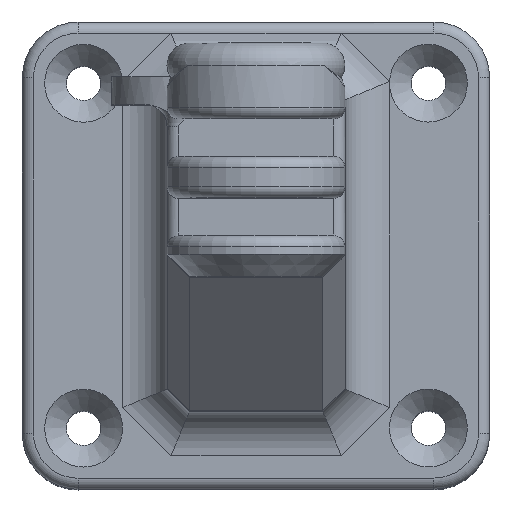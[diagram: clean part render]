
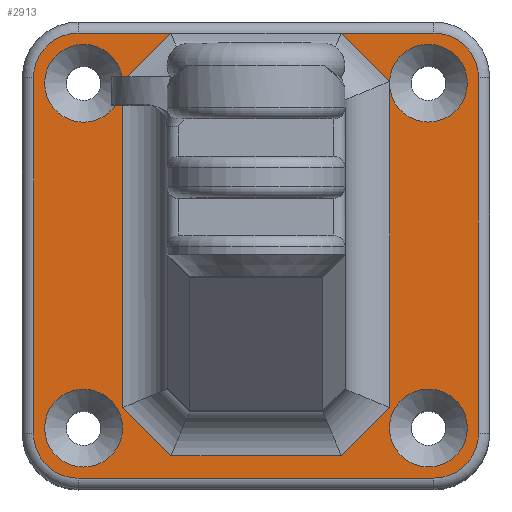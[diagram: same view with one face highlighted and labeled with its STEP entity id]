
A CAD part, top view. The second image highlights one B-rep face of the part: STEP entity #2913.
In plain terms, the highlighted planar face has unit normal (0, 0, 1).
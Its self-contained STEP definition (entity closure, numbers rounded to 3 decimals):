
#72=FACE_BOUND('',#423,.T.);
#73=FACE_BOUND('',#424,.T.);
#74=FACE_BOUND('',#425,.T.);
#116=PLANE('',#3183);
#246=FACE_OUTER_BOUND('',#422,.T.);
#422=EDGE_LOOP('',(#2372,#2373,#2374,#2375,#2376,#2377,#2378,#2379,#2380,
#2381,#2382,#2383,#2384,#2385,#2386,#2387,#2388,#2389));
#423=EDGE_LOOP('',(#2390,#2391));
#424=EDGE_LOOP('',(#2392,#2393));
#425=EDGE_LOOP('',(#2394,#2395));
#708=LINE('',#5033,#948);
#709=LINE('',#5037,#949);
#710=LINE('',#5041,#950);
#712=LINE('',#5047,#952);
#715=LINE('',#5054,#955);
#716=LINE('',#5072,#956);
#717=LINE('',#5074,#957);
#718=LINE('',#5076,#958);
#720=LINE('',#5080,#960);
#721=LINE('',#5084,#961);
#722=LINE('',#5088,#962);
#723=LINE('',#5092,#963);
#724=LINE('',#5095,#964);
#948=VECTOR('',#3809,10.);
#949=VECTOR('',#3814,10.);
#950=VECTOR('',#3819,10.);
#952=VECTOR('',#3825,10.);
#955=VECTOR('',#3832,10.);
#956=VECTOR('',#3837,10.);
#957=VECTOR('',#3840,10.);
#958=VECTOR('',#3843,10.);
#960=VECTOR('',#3847,10.);
#961=VECTOR('',#3850,10.);
#962=VECTOR('',#3853,10.);
#963=VECTOR('',#3856,10.);
#964=VECTOR('',#3859,10.);
#1107=CIRCLE('',#3184,4.);
#1108=CIRCLE('',#3185,4.);
#1109=CIRCLE('',#3186,4.);
#1110=CIRCLE('',#3187,4.);
#1111=CIRCLE('',#3188,3.5);
#1112=CIRCLE('',#3189,3.5);
#1113=CIRCLE('',#3190,3.5);
#1114=CIRCLE('',#3191,3.5);
#1115=CIRCLE('',#3192,3.5);
#1116=CIRCLE('',#3193,3.5);
#1117=CIRCLE('',#3194,3.5);
#1361=VERTEX_POINT('',#5024);
#1362=VERTEX_POINT('',#5025);
#1364=VERTEX_POINT('',#5032);
#1365=VERTEX_POINT('',#5036);
#1366=VERTEX_POINT('',#5040);
#1368=VERTEX_POINT('',#5046);
#1370=VERTEX_POINT('',#5053);
#1371=VERTEX_POINT('',#5057);
#1373=VERTEX_POINT('',#5066);
#1374=VERTEX_POINT('',#5071);
#1375=VERTEX_POINT('',#5079);
#1376=VERTEX_POINT('',#5081);
#1377=VERTEX_POINT('',#5083);
#1378=VERTEX_POINT('',#5085);
#1379=VERTEX_POINT('',#5087);
#1380=VERTEX_POINT('',#5089);
#1381=VERTEX_POINT('',#5091);
#1382=VERTEX_POINT('',#5093);
#1383=VERTEX_POINT('',#5097);
#1384=VERTEX_POINT('',#5098);
#1385=VERTEX_POINT('',#5101);
#1386=VERTEX_POINT('',#5102);
#1387=VERTEX_POINT('',#5105);
#1388=VERTEX_POINT('',#5106);
#1717=EDGE_CURVE('',#1361,#1364,#708,.T.);
#1719=EDGE_CURVE('',#1364,#1365,#709,.T.);
#1721=EDGE_CURVE('',#1365,#1366,#710,.T.);
#1724=EDGE_CURVE('',#1366,#1368,#712,.T.);
#1728=EDGE_CURVE('',#1368,#1370,#715,.T.);
#1732=EDGE_CURVE('',#1373,#1374,#716,.T.);
#1734=EDGE_CURVE('',#1370,#1371,#717,.T.);
#1735=EDGE_CURVE('',#1374,#1362,#718,.T.);
#1737=EDGE_CURVE('',#1375,#1361,#720,.T.);
#1738=EDGE_CURVE('',#1376,#1375,#1107,.T.);
#1739=EDGE_CURVE('',#1377,#1376,#721,.T.);
#1740=EDGE_CURVE('',#1378,#1377,#1108,.T.);
#1741=EDGE_CURVE('',#1379,#1378,#722,.T.);
#1742=EDGE_CURVE('',#1380,#1379,#1109,.T.);
#1743=EDGE_CURVE('',#1381,#1380,#723,.T.);
#1744=EDGE_CURVE('',#1382,#1381,#1110,.T.);
#1745=EDGE_CURVE('',#1362,#1382,#724,.T.);
#1746=EDGE_CURVE('',#1373,#1371,#1111,.T.);
#1747=EDGE_CURVE('',#1383,#1384,#1112,.T.);
#1748=EDGE_CURVE('',#1384,#1383,#1113,.T.);
#1749=EDGE_CURVE('',#1385,#1386,#1114,.T.);
#1750=EDGE_CURVE('',#1386,#1385,#1115,.T.);
#1751=EDGE_CURVE('',#1387,#1388,#1116,.T.);
#1752=EDGE_CURVE('',#1388,#1387,#1117,.T.);
#2372=ORIENTED_EDGE('',*,*,#1734,.F.);
#2373=ORIENTED_EDGE('',*,*,#1728,.F.);
#2374=ORIENTED_EDGE('',*,*,#1724,.F.);
#2375=ORIENTED_EDGE('',*,*,#1721,.F.);
#2376=ORIENTED_EDGE('',*,*,#1719,.F.);
#2377=ORIENTED_EDGE('',*,*,#1717,.F.);
#2378=ORIENTED_EDGE('',*,*,#1737,.F.);
#2379=ORIENTED_EDGE('',*,*,#1738,.F.);
#2380=ORIENTED_EDGE('',*,*,#1739,.F.);
#2381=ORIENTED_EDGE('',*,*,#1740,.F.);
#2382=ORIENTED_EDGE('',*,*,#1741,.F.);
#2383=ORIENTED_EDGE('',*,*,#1742,.F.);
#2384=ORIENTED_EDGE('',*,*,#1743,.F.);
#2385=ORIENTED_EDGE('',*,*,#1744,.F.);
#2386=ORIENTED_EDGE('',*,*,#1745,.F.);
#2387=ORIENTED_EDGE('',*,*,#1735,.F.);
#2388=ORIENTED_EDGE('',*,*,#1732,.F.);
#2389=ORIENTED_EDGE('',*,*,#1746,.T.);
#2390=ORIENTED_EDGE('',*,*,#1747,.T.);
#2391=ORIENTED_EDGE('',*,*,#1748,.T.);
#2392=ORIENTED_EDGE('',*,*,#1749,.T.);
#2393=ORIENTED_EDGE('',*,*,#1750,.T.);
#2394=ORIENTED_EDGE('',*,*,#1751,.T.);
#2395=ORIENTED_EDGE('',*,*,#1752,.T.);
#2913=ADVANCED_FACE('',(#246,#72,#73,#74),#116,.T.);
#3183=AXIS2_PLACEMENT_3D('',#5078,#3845,#3846);
#3184=AXIS2_PLACEMENT_3D('',#5082,#3848,#3849);
#3185=AXIS2_PLACEMENT_3D('',#5086,#3851,#3852);
#3186=AXIS2_PLACEMENT_3D('',#5090,#3854,#3855);
#3187=AXIS2_PLACEMENT_3D('',#5094,#3857,#3858);
#3188=AXIS2_PLACEMENT_3D('',#5096,#3860,#3861);
#3189=AXIS2_PLACEMENT_3D('',#5099,#3862,#3863);
#3190=AXIS2_PLACEMENT_3D('',#5100,#3864,#3865);
#3191=AXIS2_PLACEMENT_3D('',#5103,#3866,#3867);
#3192=AXIS2_PLACEMENT_3D('',#5104,#3868,#3869);
#3193=AXIS2_PLACEMENT_3D('',#5107,#3870,#3871);
#3194=AXIS2_PLACEMENT_3D('',#5108,#3872,#3873);
#3809=DIRECTION('',(-0.707,-0.707,0.));
#3814=DIRECTION('',(0.,-1.,0.));
#3819=DIRECTION('',(0.707,-0.707,0.));
#3825=DIRECTION('',(1.,0.,0.));
#3832=DIRECTION('',(0.707,0.707,0.));
#3837=DIRECTION('',(0.,1.,0.));
#3840=DIRECTION('',(0.,1.,0.));
#3843=DIRECTION('',(-0.707,0.707,0.));
#3845=DIRECTION('center_axis',(0.,0.,1.));
#3846=DIRECTION('ref_axis',(1.,0.,0.));
#3847=DIRECTION('',(1.,0.,0.));
#3848=DIRECTION('center_axis',(0.,0.,-1.));
#3849=DIRECTION('ref_axis',(-0.707,0.707,0.));
#3850=DIRECTION('',(0.,1.,0.));
#3851=DIRECTION('center_axis',(0.,0.,-1.));
#3852=DIRECTION('ref_axis',(-0.707,-0.707,0.));
#3853=DIRECTION('',(-1.,0.,0.));
#3854=DIRECTION('center_axis',(0.,0.,-1.));
#3855=DIRECTION('ref_axis',(0.707,-0.707,0.));
#3856=DIRECTION('',(0.,-1.,0.));
#3857=DIRECTION('center_axis',(0.,0.,-1.));
#3858=DIRECTION('ref_axis',(0.707,0.707,0.));
#3859=DIRECTION('',(1.,0.,0.));
#3860=DIRECTION('center_axis',(0.,0.,-1.));
#3861=DIRECTION('ref_axis',(1.,0.,0.));
#3862=DIRECTION('center_axis',(0.,0.,-1.));
#3863=DIRECTION('ref_axis',(1.,0.,0.));
#3864=DIRECTION('center_axis',(0.,0.,-1.));
#3865=DIRECTION('ref_axis',(1.,0.,0.));
#3866=DIRECTION('center_axis',(0.,0.,-1.));
#3867=DIRECTION('ref_axis',(1.,0.,0.));
#3868=DIRECTION('center_axis',(0.,0.,-1.));
#3869=DIRECTION('ref_axis',(1.,0.,0.));
#3870=DIRECTION('center_axis',(0.,0.,-1.));
#3871=DIRECTION('ref_axis',(1.,0.,0.));
#3872=DIRECTION('center_axis',(0.,0.,-1.));
#3873=DIRECTION('ref_axis',(1.,0.,0.));
#5024=CARTESIAN_POINT('',(-198.357,209.34,5.));
#5025=CARTESIAN_POINT('',(-183.043,209.345,5.));
#5032=CARTESIAN_POINT('',(-202.699,204.996,5.));
#5033=CARTESIAN_POINT('',(-202.528,205.166,5.));
#5036=CARTESIAN_POINT('',(-202.689,175.682,5.));
#5037=CARTESIAN_POINT('',(-202.696,197.339,5.));
#5040=CARTESIAN_POINT('',(-198.345,171.34,5.));
#5041=CARTESIAN_POINT('',(-202.019,175.012,5.));
#5046=CARTESIAN_POINT('',(-183.031,171.345,5.));
#5047=CARTESIAN_POINT('',(-194.69,171.341,5.));
#5053=CARTESIAN_POINT('',(-178.689,175.69,5.));
#5054=CARTESIAN_POINT('',(-179.362,175.017,5.));
#5057=CARTESIAN_POINT('',(-178.699,204.815,5.));
#5066=CARTESIAN_POINT('',(-178.699,204.878,5.));
#5071=CARTESIAN_POINT('',(-178.699,205.003,5.));
#5072=CARTESIAN_POINT('',(-178.691,182.347,5.));
#5074=CARTESIAN_POINT('',(-178.691,182.347,5.));
#5076=CARTESIAN_POINT('',(-178.871,205.176,5.));
#5078=CARTESIAN_POINT('Origin',(-190.698,189.343,5.));
#5079=CARTESIAN_POINT('',(-206.699,209.338,5.));
#5080=CARTESIAN_POINT('',(-198.702,209.34,5.));
#5081=CARTESIAN_POINT('',(-210.699,205.337,5.));
#5082=CARTESIAN_POINT('Origin',(-206.699,205.338,5.));
#5083=CARTESIAN_POINT('',(-210.698,173.337,5.));
#5084=CARTESIAN_POINT('',(-210.698,181.34,5.));
#5085=CARTESIAN_POINT('',(-206.698,169.338,5.));
#5086=CARTESIAN_POINT('Origin',(-206.698,173.338,5.));
#5087=CARTESIAN_POINT('',(-174.698,169.348,5.));
#5088=CARTESIAN_POINT('',(-182.695,169.345,5.));
#5089=CARTESIAN_POINT('',(-170.698,173.348,5.));
#5090=CARTESIAN_POINT('Origin',(-174.698,173.348,5.));
#5091=CARTESIAN_POINT('',(-170.699,205.348,5.));
#5092=CARTESIAN_POINT('',(-170.698,197.346,5.));
#5093=CARTESIAN_POINT('',(-174.699,209.348,5.));
#5094=CARTESIAN_POINT('Origin',(-174.699,205.348,5.));
#5095=CARTESIAN_POINT('',(-198.702,209.34,5.));
#5096=CARTESIAN_POINT('Origin',(-175.199,204.848,5.));
#5097=CARTESIAN_POINT('',(-202.698,173.838,5.));
#5098=CARTESIAN_POINT('',(-209.698,173.838,5.));
#5099=CARTESIAN_POINT('Origin',(-206.198,173.838,5.));
#5100=CARTESIAN_POINT('Origin',(-206.198,173.838,5.));
#5101=CARTESIAN_POINT('',(-202.699,204.838,5.));
#5102=CARTESIAN_POINT('',(-209.699,204.838,5.));
#5103=CARTESIAN_POINT('Origin',(-206.199,204.838,5.));
#5104=CARTESIAN_POINT('Origin',(-206.199,204.838,5.));
#5105=CARTESIAN_POINT('',(-171.698,173.848,5.));
#5106=CARTESIAN_POINT('',(-178.698,173.848,5.));
#5107=CARTESIAN_POINT('Origin',(-175.198,173.848,5.));
#5108=CARTESIAN_POINT('Origin',(-175.198,173.848,5.));
